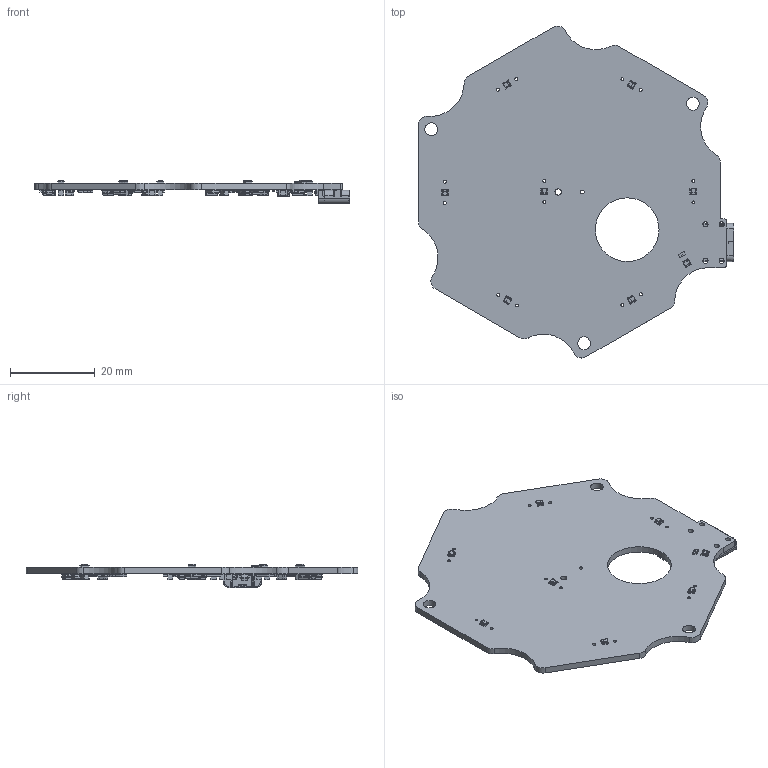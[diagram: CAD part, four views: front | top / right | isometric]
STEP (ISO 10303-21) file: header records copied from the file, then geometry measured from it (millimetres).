
FILE_DESCRIPTION(('KiCad electronic assembly'),'2;1');
FILE_NAME('main.step','2025-11-16T21:05:45',('Pcbnew'),('Kicad'), 'Open CASCADE STEP processor 7.9','KiCad to STEP converter','Unknown' );
FILE_SCHEMA(('AUTOMOTIVE_DESIGN { 1 0 10303 214 1 1 1 1 }'));
Length unit declared in the file: millimetre
Products named in the file (13): main 1; TX1812MJA5 v1; R_0402_1005Metric; R_1210_3225Metric; C_0805_2012Metric; D_SOD-523; SOT-553; C_0402_1005Metric; SOT-23; SOT-23-5; SOT-363_SC-70-6; TYPE-C-31-M-17; main_PCB
Assembly tree (121 placements, depth 2):
  main 1
    TX1812MJA5 v1  x8
    R_0402_1005Metric  x42
    R_1210_3225Metric  x7
    C_0805_2012Metric  x18
    D_SOD-523  x14
    SOT-553  x7
    C_0402_1005Metric  x7
    SOT-23  x8
    SOT-23-5
    SOT-363_SC-70-6  x7
    TYPE-C-31-M-17
    main_PCB
Bounding box: 74.14 x 78.12 x 5.49 mm (x, y, z)
Volume: 6139.4 mm3; surface area: 9849 mm2
Topology: 145 solids, 145 shells, 4983 faces, 12537 edges, 7916 vertices
Faces by surface type: plane 3155, cylinder 1249, bspline 551, sphere 16, torus 8, cone 4
Full cylindrical faces by diameter (mm): 0.25 x7, 0.7 x14, 0.9 x1, 1.2 x4, 1.5 x1, 3 x3, 15 x1
Entity records: 33868 total; most frequent: CARTESIAN_POINT 6533, DIRECTION 4735, ORIENTED_EDGE 4728, EDGE_CURVE 2364, LINE 1693, VECTOR 1693, AXIS2_PLACEMENT_3D 1521, VERTEX_POINT 1489
